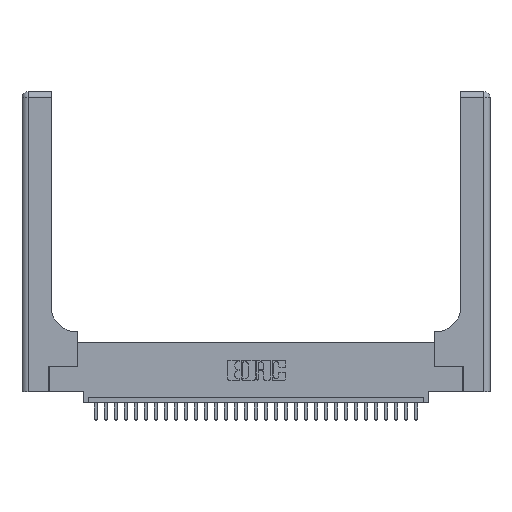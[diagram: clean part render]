
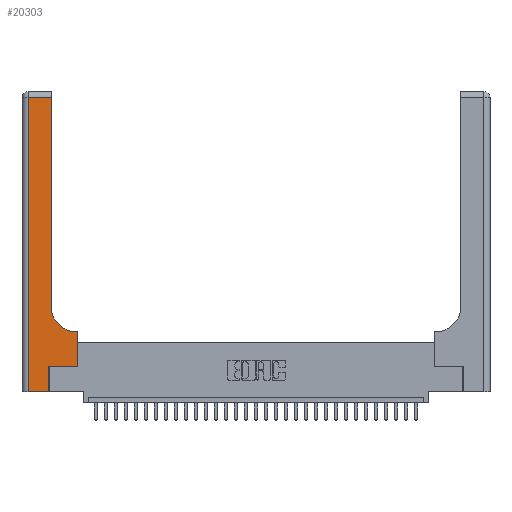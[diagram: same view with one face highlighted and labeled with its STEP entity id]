
A CAD part, top view. The second image highlights one B-rep face of the part: STEP entity #20303.
In plain terms, the highlighted planar face has unit normal (0, 0, 1).
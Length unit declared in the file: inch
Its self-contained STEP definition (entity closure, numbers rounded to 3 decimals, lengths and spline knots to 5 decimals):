
#239 = ORIENTED_EDGE ( 'NONE', *, *, #803, .T. ) ;
#331 = DIRECTION ( 'NONE',  ( -1., 0., 0. ) ) ;
#477 = DIRECTION ( 'NONE',  ( 0., 1., 0. ) ) ;
#535 = DIRECTION ( 'NONE',  ( 0., 0., -1. ) ) ;
#803 = EDGE_CURVE ( 'NONE', #15190, #18475, #27663, .T. ) ;
#1047 = VECTOR ( 'NONE', #31089, 39.37008 ) ;
#1232 = VECTOR ( 'NONE', #26510, 39.37008 ) ;
#1479 = AXIS2_PLACEMENT_3D ( 'NONE', #6150, #20584, #6041 ) ;
#1638 = LINE ( 'NONE', #2234, #1232 ) ;
#1784 = LINE ( 'NONE', #15011, #27211 ) ;
#2234 = CARTESIAN_POINT ( 'NONE',  ( 0.2915, 3., 0.37 ) ) ;
#3016 = VERTEX_POINT ( 'NONE', #25386 ) ;
#3188 = CARTESIAN_POINT ( 'NONE',  ( 0.5415, 0.85, 0.37 ) ) ;
#3822 = PLANE ( 'NONE',  #1479 ) ;
#4510 = DIRECTION ( 'NONE',  ( 1., 0., 0. ) ) ;
#4606 = CARTESIAN_POINT ( 'NONE',  ( 0.2915, 0.6, 0.37 ) ) ;
#5695 = DIRECTION ( 'NONE',  ( 1., 0., 0. ) ) ;
#5747 = VERTEX_POINT ( 'NONE', #23525 ) ;
#6041 = DIRECTION ( 'NONE',  ( -1., 0., 0. ) ) ;
#6150 = CARTESIAN_POINT ( 'NONE',  ( 0., 3., 0.37 ) ) ;
#6318 = DIRECTION ( 'NONE',  ( 1., 0., 0. ) ) ;
#7425 = CARTESIAN_POINT ( 'NONE',  ( 0.269, 0., 0.37 ) ) ;
#8205 = CARTESIAN_POINT ( 'NONE',  ( 0.5415, 0.6, 0.37 ) ) ;
#8369 = CARTESIAN_POINT ( 'NONE',  ( 0.5585, 0.6, 0.37 ) ) ;
#9023 = ORIENTED_EDGE ( 'NONE', *, *, #26843, .T. ) ;
#9061 = EDGE_CURVE ( 'NONE', #16980, #5747, #20977, .T. ) ;
#9550 = EDGE_LOOP ( 'NONE', ( #19485, #15982, #24568, #19719, #9023, #22119, #19760, #239, #31072 ) ) ;
#10866 = VECTOR ( 'NONE', #331, 39.37008 ) ;
#11122 = CARTESIAN_POINT ( 'NONE',  ( 0.5585, 0.25, 0.37 ) ) ;
#11887 = EDGE_CURVE ( 'NONE', #3016, #18191, #20868, .T. ) ;
#12220 = DIRECTION ( 'NONE',  ( 0., 1., 0. ) ) ;
#13096 = VERTEX_POINT ( 'NONE', #28469 ) ;
#13229 = VECTOR ( 'NONE', #6318, 39.37008 ) ;
#15011 = CARTESIAN_POINT ( 'NONE',  ( 0.5585, 0.25, 0.37 ) ) ;
#15190 = VERTEX_POINT ( 'NONE', #8369 ) ;
#15982 = ORIENTED_EDGE ( 'NONE', *, *, #29229, .T. ) ;
#16461 = EDGE_CURVE ( 'NONE', #19006, #13096, #1638, .T. ) ;
#16533 = CARTESIAN_POINT ( 'NONE',  ( 0.2915, 0.85, 0.37 ) ) ;
#16980 = VERTEX_POINT ( 'NONE', #26279 ) ;
#18000 = VECTOR ( 'NONE', #12220, 39.37008 ) ;
#18191 = VERTEX_POINT ( 'NONE', #11122 ) ;
#18475 = VERTEX_POINT ( 'NONE', #8205 ) ;
#19006 = VERTEX_POINT ( 'NONE', #16533 ) ;
#19485 = ORIENTED_EDGE ( 'NONE', *, *, #16461, .T. ) ;
#19719 = ORIENTED_EDGE ( 'NONE', *, *, #24115, .T. ) ;
#19760 = ORIENTED_EDGE ( 'NONE', *, *, #28626, .T. ) ;
#19775 = DIRECTION ( 'NONE',  ( 0., -1., 0. ) ) ;
#20303 = ADVANCED_FACE ( 'NONE', ( #20398 ), #3822, .F. ) ;
#20398 = FACE_OUTER_BOUND ( 'NONE', #9550, .T. ) ;
#20584 = DIRECTION ( 'NONE',  ( 0., 0., -1. ) ) ;
#20868 = LINE ( 'NONE', #28858, #29256 ) ;
#20977 = LINE ( 'NONE', #22182, #26690 ) ;
#21495 = VERTEX_POINT ( 'NONE', #26229 ) ;
#21743 = CARTESIAN_POINT ( 'NONE',  ( 0., 2.94, 0.37 ) ) ;
#22119 = ORIENTED_EDGE ( 'NONE', *, *, #11887, .T. ) ;
#22182 = CARTESIAN_POINT ( 'NONE',  ( 0.06, 3., 0.37 ) ) ;
#23525 = CARTESIAN_POINT ( 'NONE',  ( 0.06, 0., 0.37 ) ) ;
#24115 = EDGE_CURVE ( 'NONE', #5747, #21495, #24252, .T. ) ;
#24252 = LINE ( 'NONE', #30767, #13229 ) ;
#24433 = LINE ( 'NONE', #7425, #18000 ) ;
#24568 = ORIENTED_EDGE ( 'NONE', *, *, #9061, .T. ) ;
#24741 = CIRCLE ( 'NONE', #25396, 0.25 ) ;
#25386 = CARTESIAN_POINT ( 'NONE',  ( 0.269, 0.25, 0.37 ) ) ;
#25396 = AXIS2_PLACEMENT_3D ( 'NONE', #3188, #535, #5695 ) ;
#26229 = CARTESIAN_POINT ( 'NONE',  ( 0.269, 0., 0.37 ) ) ;
#26279 = CARTESIAN_POINT ( 'NONE',  ( 0.06, 2.94, 0.37 ) ) ;
#26510 = DIRECTION ( 'NONE',  ( 0., 1., 0. ) ) ;
#26690 = VECTOR ( 'NONE', #19775, 39.37008 ) ;
#26843 = EDGE_CURVE ( 'NONE', #21495, #3016, #24433, .T. ) ;
#27211 = VECTOR ( 'NONE', #477, 39.37008 ) ;
#27663 = LINE ( 'NONE', #4606, #1047 ) ;
#27693 = EDGE_CURVE ( 'NONE', #18475, #19006, #24741, .T. ) ;
#28469 = CARTESIAN_POINT ( 'NONE',  ( 0.2915, 2.94, 0.37 ) ) ;
#28626 = EDGE_CURVE ( 'NONE', #18191, #15190, #1784, .T. ) ;
#28719 = LINE ( 'NONE', #21743, #10866 ) ;
#28858 = CARTESIAN_POINT ( 'NONE',  ( 0.269, 0.25, 0.37 ) ) ;
#29229 = EDGE_CURVE ( 'NONE', #13096, #16980, #28719, .T. ) ;
#29256 = VECTOR ( 'NONE', #4510, 39.37008 ) ;
#30767 = CARTESIAN_POINT ( 'NONE',  ( 0., 0., 0.37 ) ) ;
#31072 = ORIENTED_EDGE ( 'NONE', *, *, #27693, .T. ) ;
#31089 = DIRECTION ( 'NONE',  ( -1., 0., 0. ) ) ;
